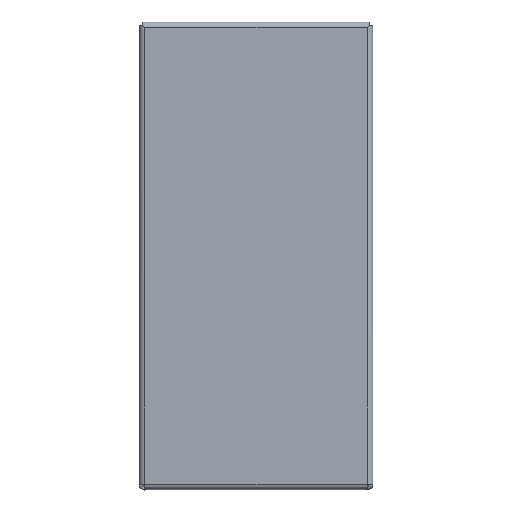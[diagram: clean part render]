
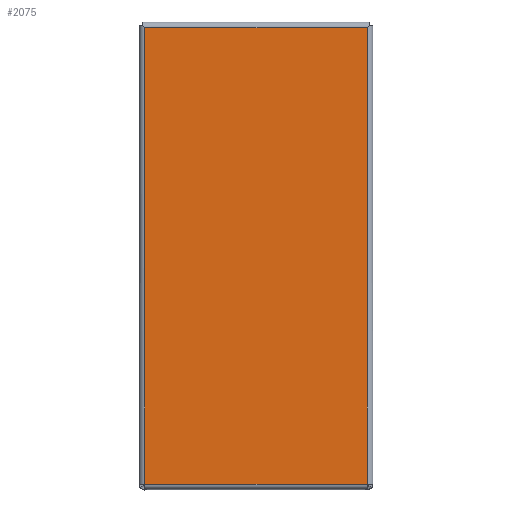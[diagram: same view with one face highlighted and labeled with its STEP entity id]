
A CAD part, top view. The second image highlights one B-rep face of the part: STEP entity #2075.
In plain terms, the highlighted planar face has unit normal (0, 0, 1).
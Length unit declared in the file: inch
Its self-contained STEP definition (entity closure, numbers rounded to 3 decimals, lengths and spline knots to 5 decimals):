
#50 = VERTEX_POINT ( 'NONE', #1891 ) ;
#83 = ORIENTED_EDGE ( 'NONE', *, *, #339, .T. ) ;
#85 = CARTESIAN_POINT ( 'NONE',  ( 0., 0., 5. ) ) ;
#145 = CARTESIAN_POINT ( 'NONE',  ( 0., 11.762, 5. ) ) ;
#147 = PLANE ( 'NONE',  #519 ) ;
#182 = CARTESIAN_POINT ( 'NONE',  ( 5.857, 11.762, 5. ) ) ;
#264 = DIRECTION ( 'NONE',  ( 1., 0., 0. ) ) ;
#339 = EDGE_CURVE ( 'NONE', #644, #2516, #1909, .T. ) ;
#459 = LINE ( 'NONE', #991, #2366 ) ;
#480 = LINE ( 'NONE', #2095, #1663 ) ;
#519 = AXIS2_PLACEMENT_3D ( 'NONE', #85, #2033, #264 ) ;
#558 = EDGE_CURVE ( 'NONE', #1132, #644, #1447, .T. ) ;
#644 = VERTEX_POINT ( 'NONE', #182 ) ;
#874 = DIRECTION ( 'NONE',  ( 0., 1., 0. ) ) ;
#878 = ORIENTED_EDGE ( 'NONE', *, *, #558, .T. ) ;
#952 = CARTESIAN_POINT ( 'NONE',  ( 0.143, 11.762, 5. ) ) ;
#991 = CARTESIAN_POINT ( 'NONE',  ( 0.143, 0., 5. ) ) ;
#1132 = VERTEX_POINT ( 'NONE', #1380 ) ;
#1269 = FACE_OUTER_BOUND ( 'NONE', #1877, .T. ) ;
#1380 = CARTESIAN_POINT ( 'NONE',  ( 5.857, 0.048, 5. ) ) ;
#1411 = DIRECTION ( 'NONE',  ( 0., -1., 0. ) ) ;
#1447 = LINE ( 'NONE', #2232, #2372 ) ;
#1663 = VECTOR ( 'NONE', #2490, 39.37008 ) ;
#1706 = DIRECTION ( 'NONE',  ( -1., 0., 0. ) ) ;
#1877 = EDGE_LOOP ( 'NONE', ( #878, #83, #2452, #2143 ) ) ;
#1891 = CARTESIAN_POINT ( 'NONE',  ( 0.143, 0.048, 5. ) ) ;
#1909 = LINE ( 'NONE', #145, #2337 ) ;
#1942 = EDGE_CURVE ( 'NONE', #2516, #50, #459, .T. ) ;
#2026 = EDGE_CURVE ( 'NONE', #50, #1132, #480, .T. ) ;
#2033 = DIRECTION ( 'NONE',  ( 0., 0., 1. ) ) ;
#2075 = ADVANCED_FACE ( 'NONE', ( #1269 ), #147, .T. ) ;
#2095 = CARTESIAN_POINT ( 'NONE',  ( 0., 0.048, 5. ) ) ;
#2143 = ORIENTED_EDGE ( 'NONE', *, *, #2026, .T. ) ;
#2232 = CARTESIAN_POINT ( 'NONE',  ( 5.857, 0., 5. ) ) ;
#2337 = VECTOR ( 'NONE', #1706, 39.37008 ) ;
#2366 = VECTOR ( 'NONE', #1411, 39.37008 ) ;
#2372 = VECTOR ( 'NONE', #874, 39.37008 ) ;
#2452 = ORIENTED_EDGE ( 'NONE', *, *, #1942, .T. ) ;
#2490 = DIRECTION ( 'NONE',  ( 1., 0., 0. ) ) ;
#2516 = VERTEX_POINT ( 'NONE', #952 ) ;
